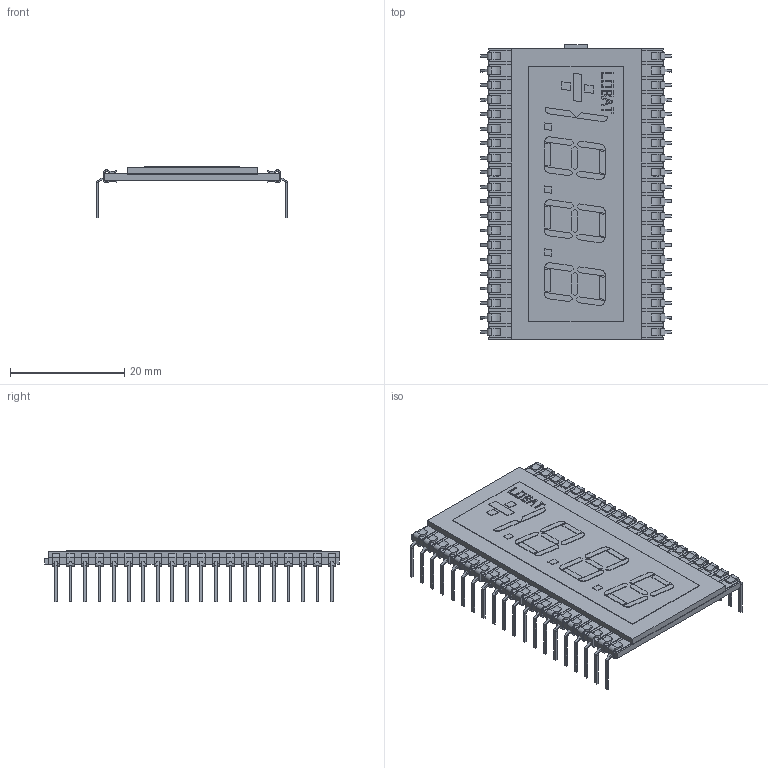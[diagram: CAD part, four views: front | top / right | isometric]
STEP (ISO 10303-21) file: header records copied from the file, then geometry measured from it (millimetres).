
FILE_DESCRIPTION(('FreeCAD Model'),'2;1');
FILE_NAME('Body_sp.step','2017-07-25T10:16:27',( 'kicad StepUp'),('ksu MCAD'),'Open CASCADE STEP processor 7.1', 'FreeCAD','Unknown');
FILE_SCHEMA(('AUTOMOTIVE_DESIGN { 1 0 10303 214 1 1 1 1 }'));
Length unit declared in the file: millimetre
Products named in the file (1): Body_sp
Bounding box: 33.32 x 51.53 x 8.95 mm (x, y, z)
Volume: 3234.4 mm3; surface area: 4524.2 mm2
Topology: 1 solids, 1 shells, 1659 faces, 4743 edges, 3081 vertices
Faces by surface type: plane 1245, cylinder 414
Entity records: 65411 total; most frequent: ORIENTED_EDGE 9486, CARTESIAN_POINT 9484, DIRECTION 8891, EDGE_CURVE 4743, LINE 3915, VECTOR 3915, VERTEX_POINT 3081, AXIS2_PLACEMENT_3D 2488
